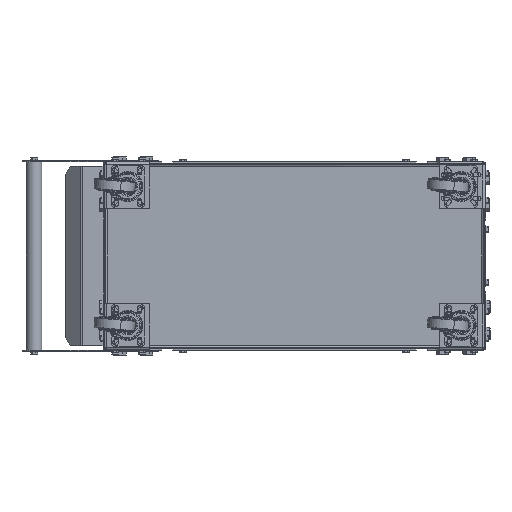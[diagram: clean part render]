
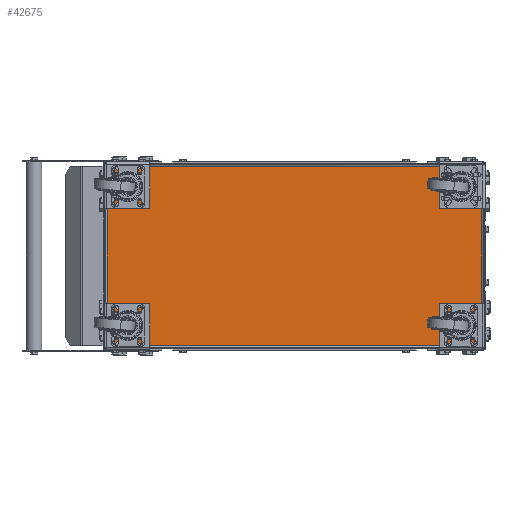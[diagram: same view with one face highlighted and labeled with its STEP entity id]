
A CAD part, front view. The second image highlights one B-rep face of the part: STEP entity #42675.
In plain terms, the highlighted face is planar.
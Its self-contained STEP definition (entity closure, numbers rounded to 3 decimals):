
#9 = LINE ( 'NONE', #29062, #41882 ) ;
#638 = CARTESIAN_POINT ( 'NONE',  ( -459.203, 0., -221.19 ) ) ;
#1934 = PLANE ( 'NONE',  #23601 ) ;
#2023 = ORIENTED_EDGE ( 'NONE', *, *, #39727, .F. ) ;
#3300 = DIRECTION ( 'NONE',  ( 0., 0., -1. ) ) ;
#4016 = FACE_OUTER_BOUND ( 'NONE', #27696, .T. ) ;
#4230 = LINE ( 'NONE', #15826, #36681 ) ;
#4554 = ORIENTED_EDGE ( 'NONE', *, *, #12472, .F. ) ;
#5170 = EDGE_CURVE ( 'NONE', #15651, #34695, #12262, .T. ) ;
#5310 = CARTESIAN_POINT ( 'NONE',  ( 0., 0., 0. ) ) ;
#5353 = CARTESIAN_POINT ( 'NONE',  ( -460.69, 0., 219.703 ) ) ;
#5964 = ORIENTED_EDGE ( 'NONE', *, *, #7990, .T. ) ;
#7591 = CIRCLE ( 'NONE', #14886, 5.54 ) ;
#7732 = CARTESIAN_POINT ( 'NONE',  ( -463.793, 0., 224.293 ) ) ;
#7990 = EDGE_CURVE ( 'NONE', #11730, #41317, #21065, .T. ) ;
#9310 = CARTESIAN_POINT ( 'NONE',  ( 463.793, 0., 221.19 ) ) ;
#9430 = CARTESIAN_POINT ( 'NONE',  ( 459.203, 0., -221.19 ) ) ;
#9542 = DIRECTION ( 'NONE',  ( 0., 0., 1. ) ) ;
#9950 = DIRECTION ( 'NONE',  ( 0., 0., -1. ) ) ;
#11085 = DIRECTION ( 'NONE',  ( 0., 0., -1. ) ) ;
#11730 = VERTEX_POINT ( 'NONE', #25016 ) ;
#12262 = CIRCLE ( 'NONE', #14704, 5.54 ) ;
#12472 = EDGE_CURVE ( 'NONE', #11730, #24994, #19722, .T. ) ;
#13802 = CARTESIAN_POINT ( 'NONE',  ( 463.793, 0., 224.293 ) ) ;
#14078 = VERTEX_POINT ( 'NONE', #9430 ) ;
#14090 = AXIS2_PLACEMENT_3D ( 'NONE', #13802, #26969, #40180 ) ;
#14704 = AXIS2_PLACEMENT_3D ( 'NONE', #16400, #29271, #29410 ) ;
#14886 = AXIS2_PLACEMENT_3D ( 'NONE', #33321, #30079, #3300 ) ;
#15651 = VERTEX_POINT ( 'NONE', #638 ) ;
#15826 = CARTESIAN_POINT ( 'NONE',  ( 460.69, 0., -224.293 ) ) ;
#16400 = CARTESIAN_POINT ( 'NONE',  ( -463.793, 0., -224.293 ) ) ;
#16524 = CARTESIAN_POINT ( 'NONE',  ( -460.69, 0., 224.293 ) ) ;
#16978 = EDGE_CURVE ( 'NONE', #33954, #14078, #7591, .T. ) ;
#17019 = CIRCLE ( 'NONE', #34621, 5.54 ) ;
#19062 = DIRECTION ( 'NONE',  ( 0., 1., 0. ) ) ;
#19722 = LINE ( 'NONE', #9310, #23364 ) ;
#20561 = EDGE_CURVE ( 'NONE', #38416, #24994, #17019, .T. ) ;
#20656 = CARTESIAN_POINT ( 'NONE',  ( 460.69, 0., 219.703 ) ) ;
#21018 = ORIENTED_EDGE ( 'NONE', *, *, #40196, .F. ) ;
#21065 = CIRCLE ( 'NONE', #14090, 5.54 ) ;
#23364 = VECTOR ( 'NONE', #32878, 1000. ) ;
#23601 = AXIS2_PLACEMENT_3D ( 'NONE', #5310, #19062, #32092 ) ;
#23943 = EDGE_CURVE ( 'NONE', #33954, #41317, #4230, .T. ) ;
#24994 = VERTEX_POINT ( 'NONE', #32728 ) ;
#25016 = CARTESIAN_POINT ( 'NONE',  ( 459.203, 0., 221.19 ) ) ;
#25540 = DIRECTION ( 'NONE',  ( 1., 0., 0. ) ) ;
#26969 = DIRECTION ( 'NONE',  ( 0., -1., 0. ) ) ;
#27696 = EDGE_LOOP ( 'NONE', ( #36919, #34218, #21018, #33991, #2023, #35944, #4554, #5964 ) ) ;
#27790 = DIRECTION ( 'NONE',  ( 0., -1., 0. ) ) ;
#28537 = CARTESIAN_POINT ( 'NONE',  ( -460.69, 0., -219.703 ) ) ;
#29062 = CARTESIAN_POINT ( 'NONE',  ( -463.793, 0., -221.19 ) ) ;
#29271 = DIRECTION ( 'NONE',  ( 0., -1., 0. ) ) ;
#29355 = LINE ( 'NONE', #16524, #38775 ) ;
#29410 = DIRECTION ( 'NONE',  ( 0., 0., -1. ) ) ;
#30079 = DIRECTION ( 'NONE',  ( 0., -1., 0. ) ) ;
#32092 = DIRECTION ( 'NONE',  ( 0., 0., 1. ) ) ;
#32137 = CARTESIAN_POINT ( 'NONE',  ( 460.69, 0., -219.703 ) ) ;
#32728 = CARTESIAN_POINT ( 'NONE',  ( -459.203, 0., 221.19 ) ) ;
#32878 = DIRECTION ( 'NONE',  ( -1., 0., 0. ) ) ;
#33321 = CARTESIAN_POINT ( 'NONE',  ( 463.793, 0., -224.293 ) ) ;
#33954 = VERTEX_POINT ( 'NONE', #32137 ) ;
#33991 = ORIENTED_EDGE ( 'NONE', *, *, #5170, .T. ) ;
#34218 = ORIENTED_EDGE ( 'NONE', *, *, #16978, .T. ) ;
#34621 = AXIS2_PLACEMENT_3D ( 'NONE', #7732, #27790, #11085 ) ;
#34695 = VERTEX_POINT ( 'NONE', #28537 ) ;
#35944 = ORIENTED_EDGE ( 'NONE', *, *, #20561, .T. ) ;
#36681 = VECTOR ( 'NONE', #9542, 1000. ) ;
#36919 = ORIENTED_EDGE ( 'NONE', *, *, #23943, .F. ) ;
#38416 = VERTEX_POINT ( 'NONE', #5353 ) ;
#38775 = VECTOR ( 'NONE', #9950, 1000. ) ;
#39727 = EDGE_CURVE ( 'NONE', #38416, #34695, #29355, .T. ) ;
#40180 = DIRECTION ( 'NONE',  ( 0., 0., -1. ) ) ;
#40196 = EDGE_CURVE ( 'NONE', #15651, #14078, #9, .T. ) ;
#41317 = VERTEX_POINT ( 'NONE', #20656 ) ;
#41882 = VECTOR ( 'NONE', #25540, 1000. ) ;
#42675 = ADVANCED_FACE ( 'NONE', ( #4016 ), #1934, .T. ) ;
